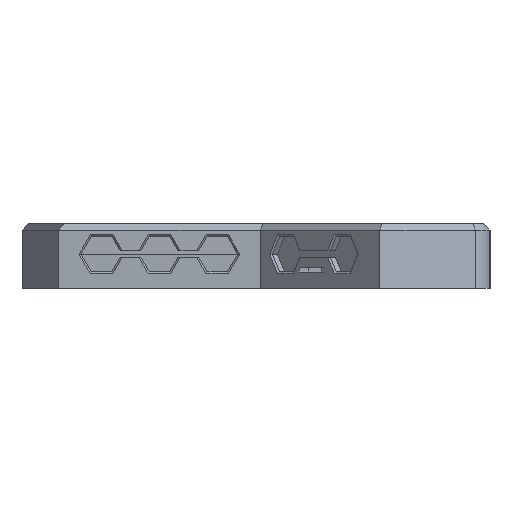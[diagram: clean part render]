
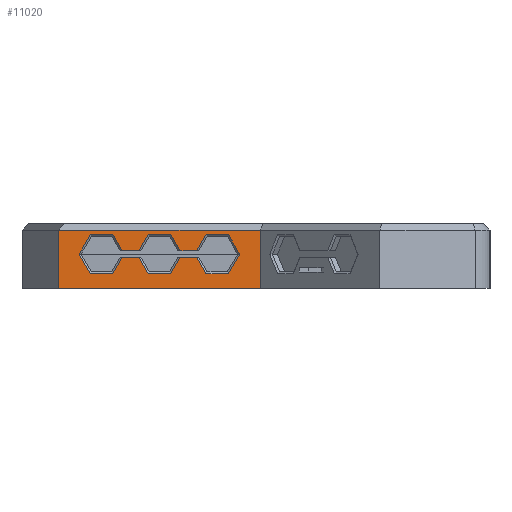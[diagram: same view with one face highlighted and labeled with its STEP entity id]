
A CAD part, left-side view. The second image highlights one B-rep face of the part: STEP entity #11020.
In plain terms, the highlighted planar face has unit normal (-1, 0, 0).
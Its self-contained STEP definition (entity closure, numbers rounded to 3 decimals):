
#97=FACE_BOUND('',#1355,.T.);
#708=FACE_OUTER_BOUND('',#1354,.T.);
#1354=EDGE_LOOP('',(#9152,#9153,#9154,#9155));
#1355=EDGE_LOOP('',(#9156,#9157,#9158,#9159,#9160,#9161,#9162,#9163,#9164,
#9165,#9166,#9167,#9168,#9169,#9170,#9171,#9172,#9173,#9174,#9175,#9176,
#9177));
#2388=LINE('',#16564,#3824);
#2565=LINE('',#16996,#4001);
#2585=LINE('',#17038,#4021);
#2623=LINE('',#17114,#4059);
#2627=LINE('',#17121,#4063);
#2630=LINE('',#17127,#4066);
#2633=LINE('',#17133,#4069);
#2636=LINE('',#17139,#4072);
#2637=LINE('',#17142,#4073);
#2640=LINE('',#17147,#4076);
#2641=LINE('',#17149,#4077);
#2642=LINE('',#17151,#4078);
#2643=LINE('',#17153,#4079);
#2644=LINE('',#17155,#4080);
#2645=LINE('',#17157,#4081);
#2646=LINE('',#17159,#4082);
#2647=LINE('',#17161,#4083);
#2648=LINE('',#17163,#4084);
#2649=LINE('',#17165,#4085);
#2650=LINE('',#17167,#4086);
#2651=LINE('',#17169,#4087);
#2652=LINE('',#17171,#4088);
#2653=LINE('',#17173,#4089);
#2654=LINE('',#17175,#4090);
#2655=LINE('',#17177,#4091);
#2656=LINE('',#17178,#4092);
#3824=VECTOR('',#13519,10.);
#4001=VECTOR('',#13872,10.);
#4021=VECTOR('',#13906,10.);
#4059=VECTOR('',#13964,10.);
#4063=VECTOR('',#13970,10.);
#4066=VECTOR('',#13975,10.);
#4069=VECTOR('',#13980,10.);
#4072=VECTOR('',#13985,10.);
#4073=VECTOR('',#13988,10.);
#4076=VECTOR('',#13993,10.);
#4077=VECTOR('',#13994,10.);
#4078=VECTOR('',#13995,10.);
#4079=VECTOR('',#13996,10.);
#4080=VECTOR('',#13997,10.);
#4081=VECTOR('',#13998,10.);
#4082=VECTOR('',#13999,10.);
#4083=VECTOR('',#14000,10.);
#4084=VECTOR('',#14001,10.);
#4085=VECTOR('',#14002,10.);
#4086=VECTOR('',#14003,10.);
#4087=VECTOR('',#14004,10.);
#4088=VECTOR('',#14005,10.);
#4089=VECTOR('',#14006,10.);
#4090=VECTOR('',#14007,10.);
#4091=VECTOR('',#14008,10.);
#4092=VECTOR('',#14009,10.);
#5032=VERTEX_POINT('',#16557);
#5034=VERTEX_POINT('',#16563);
#5201=VERTEX_POINT('',#16994);
#5216=VERTEX_POINT('',#17037);
#5243=VERTEX_POINT('',#17111);
#5244=VERTEX_POINT('',#17113);
#5246=VERTEX_POINT('',#17119);
#5248=VERTEX_POINT('',#17125);
#5250=VERTEX_POINT('',#17131);
#5252=VERTEX_POINT('',#17137);
#5253=VERTEX_POINT('',#17141);
#5255=VERTEX_POINT('',#17148);
#5256=VERTEX_POINT('',#17150);
#5257=VERTEX_POINT('',#17152);
#5258=VERTEX_POINT('',#17154);
#5259=VERTEX_POINT('',#17156);
#5260=VERTEX_POINT('',#17158);
#5261=VERTEX_POINT('',#17160);
#5262=VERTEX_POINT('',#17162);
#5263=VERTEX_POINT('',#17164);
#5264=VERTEX_POINT('',#17166);
#5265=VERTEX_POINT('',#17168);
#5266=VERTEX_POINT('',#17170);
#5267=VERTEX_POINT('',#17172);
#5268=VERTEX_POINT('',#17174);
#5269=VERTEX_POINT('',#17176);
#6344=EDGE_CURVE('',#5034,#5032,#2388,.T.);
#6562=EDGE_CURVE('',#5201,#5032,#2565,.T.);
#6582=EDGE_CURVE('',#5216,#5034,#2585,.T.);
#6620=EDGE_CURVE('',#5244,#5243,#2623,.T.);
#6624=EDGE_CURVE('',#5243,#5246,#2627,.T.);
#6627=EDGE_CURVE('',#5246,#5248,#2630,.T.);
#6630=EDGE_CURVE('',#5248,#5250,#2633,.T.);
#6633=EDGE_CURVE('',#5250,#5252,#2636,.T.);
#6634=EDGE_CURVE('',#5252,#5253,#2637,.T.);
#6637=EDGE_CURVE('',#5201,#5216,#2640,.T.);
#6638=EDGE_CURVE('',#5255,#5253,#2641,.T.);
#6639=EDGE_CURVE('',#5255,#5256,#2642,.T.);
#6640=EDGE_CURVE('',#5256,#5257,#2643,.T.);
#6641=EDGE_CURVE('',#5257,#5258,#2644,.T.);
#6642=EDGE_CURVE('',#5259,#5258,#2645,.T.);
#6643=EDGE_CURVE('',#5259,#5260,#2646,.T.);
#6644=EDGE_CURVE('',#5260,#5261,#2647,.T.);
#6645=EDGE_CURVE('',#5261,#5262,#2648,.T.);
#6646=EDGE_CURVE('',#5262,#5263,#2649,.T.);
#6647=EDGE_CURVE('',#5263,#5264,#2650,.T.);
#6648=EDGE_CURVE('',#5264,#5265,#2651,.T.);
#6649=EDGE_CURVE('',#5266,#5265,#2652,.T.);
#6650=EDGE_CURVE('',#5266,#5267,#2653,.T.);
#6651=EDGE_CURVE('',#5267,#5268,#2654,.T.);
#6652=EDGE_CURVE('',#5268,#5269,#2655,.T.);
#6653=EDGE_CURVE('',#5244,#5269,#2656,.T.);
#9152=ORIENTED_EDGE('',*,*,#6344,.T.);
#9153=ORIENTED_EDGE('',*,*,#6562,.F.);
#9154=ORIENTED_EDGE('',*,*,#6637,.T.);
#9155=ORIENTED_EDGE('',*,*,#6582,.T.);
#9156=ORIENTED_EDGE('',*,*,#6634,.T.);
#9157=ORIENTED_EDGE('',*,*,#6638,.F.);
#9158=ORIENTED_EDGE('',*,*,#6639,.T.);
#9159=ORIENTED_EDGE('',*,*,#6640,.T.);
#9160=ORIENTED_EDGE('',*,*,#6641,.T.);
#9161=ORIENTED_EDGE('',*,*,#6642,.F.);
#9162=ORIENTED_EDGE('',*,*,#6643,.T.);
#9163=ORIENTED_EDGE('',*,*,#6644,.T.);
#9164=ORIENTED_EDGE('',*,*,#6645,.T.);
#9165=ORIENTED_EDGE('',*,*,#6646,.T.);
#9166=ORIENTED_EDGE('',*,*,#6647,.T.);
#9167=ORIENTED_EDGE('',*,*,#6648,.T.);
#9168=ORIENTED_EDGE('',*,*,#6649,.F.);
#9169=ORIENTED_EDGE('',*,*,#6650,.T.);
#9170=ORIENTED_EDGE('',*,*,#6651,.T.);
#9171=ORIENTED_EDGE('',*,*,#6652,.T.);
#9172=ORIENTED_EDGE('',*,*,#6653,.F.);
#9173=ORIENTED_EDGE('',*,*,#6620,.T.);
#9174=ORIENTED_EDGE('',*,*,#6624,.T.);
#9175=ORIENTED_EDGE('',*,*,#6627,.T.);
#9176=ORIENTED_EDGE('',*,*,#6630,.T.);
#9177=ORIENTED_EDGE('',*,*,#6633,.T.);
#10463=PLANE('',#11722);
#11020=ADVANCED_FACE('',(#708,#97),#10463,.F.);
#11722=AXIS2_PLACEMENT_3D('',#17146,#13991,#13992);
#13519=DIRECTION('',(0.,1.,0.));
#13872=DIRECTION('',(0.,0.,1.));
#13906=DIRECTION('',(0.,0.,1.));
#13964=DIRECTION('',(0.,-0.505,0.863));
#13970=DIRECTION('',(0.,-1.,-0.005));
#13975=DIRECTION('',(0.,-0.495,-0.869));
#13980=DIRECTION('',(0.,0.505,-0.863));
#13985=DIRECTION('',(0.,1.,0.005));
#13988=DIRECTION('',(0.,0.495,0.869));
#13991=DIRECTION('center_axis',(1.,0.,0.));
#13992=DIRECTION('ref_axis',(0.,-1.,0.));
#13993=DIRECTION('',(0.,-1.,0.));
#13994=DIRECTION('',(0.,-1.,0.));
#13995=DIRECTION('',(0.,0.505,-0.863));
#13996=DIRECTION('',(0.,1.,0.005));
#13997=DIRECTION('',(0.,0.495,0.869));
#13998=DIRECTION('',(0.,-1.,0.));
#13999=DIRECTION('',(0.,0.505,-0.863));
#14000=DIRECTION('',(0.,1.,0.005));
#14001=DIRECTION('',(0.,0.495,0.869));
#14002=DIRECTION('',(0.,-0.505,0.863));
#14003=DIRECTION('',(0.,-1.,-0.005));
#14004=DIRECTION('',(0.,-0.495,-0.869));
#14005=DIRECTION('',(0.,1.,0.));
#14006=DIRECTION('',(0.,-0.505,0.863));
#14007=DIRECTION('',(0.,-1.,-0.005));
#14008=DIRECTION('',(0.,-0.495,-0.869));
#14009=DIRECTION('',(0.,1.,0.));
#16557=CARTESIAN_POINT('',(-110.5,-18.696,3.9));
#16563=CARTESIAN_POINT('',(-110.5,-64.091,3.9));
#16564=CARTESIAN_POINT('',(-110.5,-40.903,3.9));
#16994=CARTESIAN_POINT('',(-110.5,-18.696,-9.2));
#16996=CARTESIAN_POINT('',(-110.5,-18.696,-1.6));
#17037=CARTESIAN_POINT('',(-110.5,-64.091,-9.2));
#17038=CARTESIAN_POINT('',(-110.5,-64.091,-1.6));
#17111=CARTESIAN_POINT('',(-110.5,-51.892,2.889));
#17113=CARTESIAN_POINT('',(-110.5,-49.764,-0.75));
#17114=CARTESIAN_POINT('',(-110.5,-46.628,-6.115));
#17119=CARTESIAN_POINT('',(-110.5,-56.943,2.861));
#17121=CARTESIAN_POINT('',(-110.5,-37.717,2.966));
#17125=CARTESIAN_POINT('',(-110.5,-59.445,-1.527));
#17127=CARTESIAN_POINT('',(-110.5,-54.406,7.312));
#17131=CARTESIAN_POINT('',(-110.5,-56.896,-5.889));
#17133=CARTESIAN_POINT('',(-110.5,-53.023,-12.513));
#17137=CARTESIAN_POINT('',(-110.5,-51.844,-5.861));
#17139=CARTESIAN_POINT('',(-110.5,-35.374,-5.772));
#17141=CARTESIAN_POINT('',(-110.5,-49.785,-2.25));
#17142=CARTESIAN_POINT('',(-110.5,-45.889,4.585));
#17146=CARTESIAN_POINT('Origin',(-110.5,-18.696,-1.6));
#17147=CARTESIAN_POINT('',(-110.5,-64.091,-9.2));
#17148=CARTESIAN_POINT('',(-110.5,-46.023,-2.25));
#17149=CARTESIAN_POINT('',(-110.5,-32.128,-2.25));
#17150=CARTESIAN_POINT('',(-110.5,-43.896,-5.889));
#17151=CARTESIAN_POINT('',(-110.5,-41.679,-9.681));
#17152=CARTESIAN_POINT('',(-110.5,-38.844,-5.861));
#17153=CARTESIAN_POINT('',(-110.5,-28.874,-5.807));
#17154=CARTESIAN_POINT('',(-110.5,-36.785,-2.25));
#17155=CARTESIAN_POINT('',(-110.5,-34.483,1.788));
#17156=CARTESIAN_POINT('',(-110.5,-33.023,-2.25));
#17157=CARTESIAN_POINT('',(-110.5,-25.628,-2.25));
#17158=CARTESIAN_POINT('',(-110.5,-30.896,-5.889));
#17159=CARTESIAN_POINT('',(-110.5,-30.335,-6.849));
#17160=CARTESIAN_POINT('',(-110.5,-25.844,-5.861));
#17161=CARTESIAN_POINT('',(-110.5,-22.374,-5.842));
#17162=CARTESIAN_POINT('',(-110.5,-23.342,-1.473));
#17163=CARTESIAN_POINT('',(-110.5,-22.857,-0.621));
#17164=CARTESIAN_POINT('',(-110.5,-25.892,2.889));
#17165=CARTESIAN_POINT('',(-110.5,-23.939,-0.451));
#17166=CARTESIAN_POINT('',(-110.5,-30.943,2.861));
#17167=CARTESIAN_POINT('',(-110.5,-24.716,2.895));
#17168=CARTESIAN_POINT('',(-110.5,-33.002,-0.75));
#17169=CARTESIAN_POINT('',(-110.5,-31.374,2.106));
#17170=CARTESIAN_POINT('',(-110.5,-36.764,-0.75));
#17171=CARTESIAN_POINT('',(-110.5,-27.962,-0.75));
#17172=CARTESIAN_POINT('',(-110.5,-38.892,2.889));
#17173=CARTESIAN_POINT('',(-110.5,-35.283,-3.283));
#17174=CARTESIAN_POINT('',(-110.5,-43.943,2.861));
#17175=CARTESIAN_POINT('',(-110.5,-31.217,2.93));
#17176=CARTESIAN_POINT('',(-110.5,-46.002,-0.75));
#17177=CARTESIAN_POINT('',(-110.5,-42.779,4.903));
#17178=CARTESIAN_POINT('',(-110.5,-34.462,-0.75));
